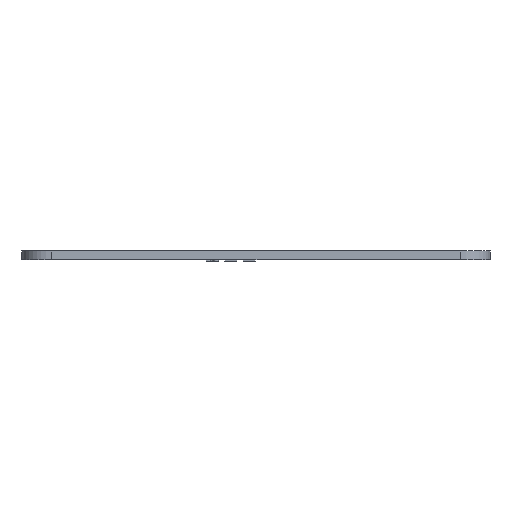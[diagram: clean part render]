
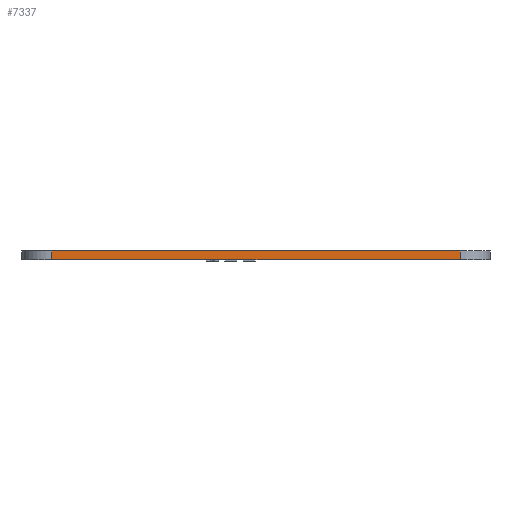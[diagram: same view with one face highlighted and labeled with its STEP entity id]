
A CAD part, left-side view. The second image highlights one B-rep face of the part: STEP entity #7337.
In plain terms, the highlighted planar face has unit normal (-1, 0, 0).
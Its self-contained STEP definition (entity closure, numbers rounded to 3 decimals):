
#1085=FACE_OUTER_BOUND('',#1501,.T.);
#1501=EDGE_LOOP('',(#6714,#6715,#6716,#6717));
#1749=LINE('',#10676,#2400);
#2072=LINE('',#13945,#2723);
#2083=LINE('',#13973,#2734);
#2162=LINE('',#14171,#2813);
#2400=VECTOR('',#7956,10.);
#2723=VECTOR('',#8465,10.);
#2734=VECTOR('',#8496,10.);
#2813=VECTOR('',#8715,10.);
#3067=VERTEX_POINT('',#10672);
#3069=VERTEX_POINT('',#10675);
#3482=VERTEX_POINT('',#13943);
#3488=VERTEX_POINT('',#13969);
#3914=EDGE_CURVE('',#3067,#3069,#1749,.T.);
#4505=EDGE_CURVE('',#3482,#3067,#2072,.T.);
#4519=EDGE_CURVE('',#3069,#3488,#2083,.T.);
#4618=EDGE_CURVE('',#3488,#3482,#2162,.T.);
#6714=ORIENTED_EDGE('',*,*,#4505,.F.);
#6715=ORIENTED_EDGE('',*,*,#4618,.F.);
#6716=ORIENTED_EDGE('',*,*,#4519,.F.);
#6717=ORIENTED_EDGE('',*,*,#3914,.F.);
#6953=PLANE('',#7591);
#7337=ADVANCED_FACE('',(#1085),#6953,.T.);
#7591=AXIS2_PLACEMENT_3D('',#14170,#8713,#8714);
#7956=DIRECTION('',(0.,1.,0.));
#8465=DIRECTION('',(0.,0.,-1.));
#8496=DIRECTION('',(0.,0.,1.));
#8713=DIRECTION('center_axis',(-1.,0.,0.));
#8714=DIRECTION('ref_axis',(0.,-1.,0.));
#8715=DIRECTION('',(0.,-1.,0.));
#10672=CARTESIAN_POINT('',(-30.975,-43.58,15.));
#10675=CARTESIAN_POINT('',(-30.975,25.72,15.));
#10676=CARTESIAN_POINT('',(-30.975,-48.58,15.));
#13943=CARTESIAN_POINT('',(-30.975,-43.58,16.5));
#13945=CARTESIAN_POINT('',(-30.975,-43.58,15.));
#13969=CARTESIAN_POINT('',(-30.975,25.72,16.5));
#13973=CARTESIAN_POINT('',(-30.975,25.72,15.));
#14170=CARTESIAN_POINT('Origin',(-30.975,30.72,15.));
#14171=CARTESIAN_POINT('',(-30.975,-48.58,16.5));
